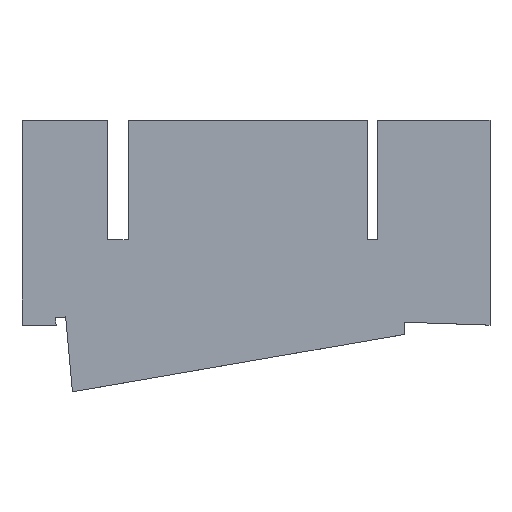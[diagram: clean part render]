
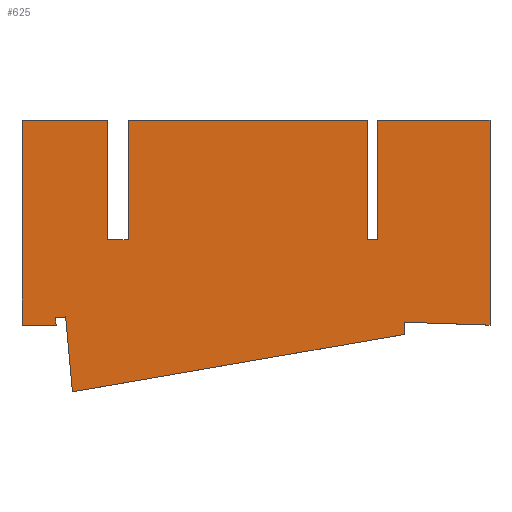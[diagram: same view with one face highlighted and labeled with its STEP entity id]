
A CAD part, top view. The second image highlights one B-rep face of the part: STEP entity #625.
In plain terms, the highlighted planar face has unit normal (0, 0, 1).
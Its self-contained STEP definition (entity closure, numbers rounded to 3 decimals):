
#36=CARTESIAN_POINT('Line Origine',(393.944,30.,3.)) ;
#40=CARTESIAN_POINT('Vertex',(393.944,0.,3.)) ;
#42=CARTESIAN_POINT('Vertex',(393.944,60.,3.)) ;
#76=CARTESIAN_POINT('Line Origine',(406.472,60.,3.)) ;
#80=CARTESIAN_POINT('Vertex',(419.,60.,3.)) ;
#107=CARTESIAN_POINT('Line Origine',(419.,42.5,3.)) ;
#111=CARTESIAN_POINT('Vertex',(419.,25.,3.)) ;
#138=CARTESIAN_POINT('Line Origine',(422.,25.,3.)) ;
#142=CARTESIAN_POINT('Vertex',(425.,25.,3.)) ;
#169=CARTESIAN_POINT('Line Origine',(425.,42.5,3.)) ;
#173=CARTESIAN_POINT('Vertex',(425.,60.,3.)) ;
#195=CARTESIAN_POINT('Line Origine',(460.,60.,3.)) ;
#199=CARTESIAN_POINT('Vertex',(495.,60.,3.)) ;
#226=CARTESIAN_POINT('Line Origine',(495.,42.5,3.)) ;
#230=CARTESIAN_POINT('Vertex',(495.,25.,3.)) ;
#252=CARTESIAN_POINT('Line Origine',(496.5,25.,3.)) ;
#256=CARTESIAN_POINT('Vertex',(498.,25.,3.)) ;
#283=CARTESIAN_POINT('Line Origine',(498.,42.5,3.)) ;
#287=CARTESIAN_POINT('Vertex',(498.,60.,3.)) ;
#309=CARTESIAN_POINT('Line Origine',(514.465,60.,3.)) ;
#313=CARTESIAN_POINT('Vertex',(530.93,60.,3.)) ;
#340=CARTESIAN_POINT('Line Origine',(530.93,30.,3.)) ;
#344=CARTESIAN_POINT('Vertex',(530.93,0.,3.)) ;
#371=CARTESIAN_POINT('Line Origine',(518.437,0.424,3.)) ;
#375=CARTESIAN_POINT('Vertex',(505.944,0.848,3.)) ;
#402=CARTESIAN_POINT('Line Origine',(505.884,-0.937,3.)) ;
#406=CARTESIAN_POINT('Vertex',(505.823,-2.723,3.)) ;
#433=CARTESIAN_POINT('Line Origine',(457.258,-11.127,3.)) ;
#437=CARTESIAN_POINT('Vertex',(408.693,-19.531,3.)) ;
#464=CARTESIAN_POINT('Line Origine',(407.718,-8.574,3.)) ;
#468=CARTESIAN_POINT('Vertex',(406.744,2.383,3.)) ;
#495=CARTESIAN_POINT('Line Origine',(405.25,2.25,3.)) ;
#499=CARTESIAN_POINT('Vertex',(403.756,2.117,3.)) ;
#526=CARTESIAN_POINT('Line Origine',(403.85,1.058,3.)) ;
#530=CARTESIAN_POINT('Vertex',(403.944,0.,3.)) ;
#557=CARTESIAN_POINT('Line Origine',(398.944,0.,3.)) ;
#600=CARTESIAN_POINT('Axis2P3D Location',(0.,0.,3.)) ;
#38=VECTOR('Line Direction',#37,1.) ;
#78=VECTOR('Line Direction',#77,1.) ;
#109=VECTOR('Line Direction',#108,1.) ;
#140=VECTOR('Line Direction',#139,1.) ;
#171=VECTOR('Line Direction',#170,1.) ;
#197=VECTOR('Line Direction',#196,1.) ;
#228=VECTOR('Line Direction',#227,1.) ;
#254=VECTOR('Line Direction',#253,1.) ;
#285=VECTOR('Line Direction',#284,1.) ;
#311=VECTOR('Line Direction',#310,1.) ;
#342=VECTOR('Line Direction',#341,1.) ;
#373=VECTOR('Line Direction',#372,1.) ;
#404=VECTOR('Line Direction',#403,1.) ;
#435=VECTOR('Line Direction',#434,1.) ;
#466=VECTOR('Line Direction',#465,1.) ;
#497=VECTOR('Line Direction',#496,1.) ;
#528=VECTOR('Line Direction',#527,1.) ;
#559=VECTOR('Line Direction',#558,1.) ;
#37=DIRECTION('Vector Direction',(0.,1.,0.)) ;
#77=DIRECTION('Vector Direction',(1.,0.,0.)) ;
#108=DIRECTION('Vector Direction',(0.,-1.,0.)) ;
#139=DIRECTION('Vector Direction',(1.,0.,0.)) ;
#170=DIRECTION('Vector Direction',(0.,1.,0.)) ;
#196=DIRECTION('Vector Direction',(1.,0.,0.)) ;
#227=DIRECTION('Vector Direction',(0.,-1.,0.)) ;
#253=DIRECTION('Vector Direction',(1.,0.,0.)) ;
#284=DIRECTION('Vector Direction',(0.,1.,0.)) ;
#310=DIRECTION('Vector Direction',(1.,0.,0.)) ;
#341=DIRECTION('Vector Direction',(0.,-1.,0.)) ;
#372=DIRECTION('Vector Direction',(-0.999,0.034,0.)) ;
#403=DIRECTION('Vector Direction',(-0.034,-0.999,0.)) ;
#434=DIRECTION('Vector Direction',(-0.985,-0.171,0.)) ;
#465=DIRECTION('Vector Direction',(-0.089,0.996,0.)) ;
#496=DIRECTION('Vector Direction',(-0.996,-0.089,0.)) ;
#527=DIRECTION('Vector Direction',(0.089,-0.996,0.)) ;
#558=DIRECTION('Vector Direction',(-1.,0.,0.)) ;
#601=DIRECTION('Axis2P3D Direction',(0.,0.,-1.)) ;
#602=DIRECTION('Axis2P3D XDirection',(1.,0.,0.)) ;
#603=AXIS2_PLACEMENT_3D('Plane Axis2P3D',#600,#601,#602) ;
#39=LINE('Line',#36,#38) ;
#79=LINE('Line',#76,#78) ;
#110=LINE('Line',#107,#109) ;
#141=LINE('Line',#138,#140) ;
#172=LINE('Line',#169,#171) ;
#198=LINE('Line',#195,#197) ;
#229=LINE('Line',#226,#228) ;
#255=LINE('Line',#252,#254) ;
#286=LINE('Line',#283,#285) ;
#312=LINE('Line',#309,#311) ;
#343=LINE('Line',#340,#342) ;
#374=LINE('Line',#371,#373) ;
#405=LINE('Line',#402,#404) ;
#436=LINE('Line',#433,#435) ;
#467=LINE('Line',#464,#466) ;
#498=LINE('Line',#495,#497) ;
#529=LINE('Line',#526,#528) ;
#560=LINE('Line',#557,#559) ;
#604=PLANE('',#603) ;
#44=EDGE_CURVE('',#41,#43,#39,.T.) ;
#82=EDGE_CURVE('',#43,#81,#79,.T.) ;
#113=EDGE_CURVE('',#81,#112,#110,.T.) ;
#144=EDGE_CURVE('',#112,#143,#141,.T.) ;
#175=EDGE_CURVE('',#143,#174,#172,.T.) ;
#201=EDGE_CURVE('',#174,#200,#198,.T.) ;
#232=EDGE_CURVE('',#200,#231,#229,.T.) ;
#258=EDGE_CURVE('',#231,#257,#255,.T.) ;
#289=EDGE_CURVE('',#257,#288,#286,.T.) ;
#315=EDGE_CURVE('',#288,#314,#312,.T.) ;
#346=EDGE_CURVE('',#314,#345,#343,.T.) ;
#377=EDGE_CURVE('',#345,#376,#374,.T.) ;
#408=EDGE_CURVE('',#376,#407,#405,.T.) ;
#439=EDGE_CURVE('',#407,#438,#436,.T.) ;
#470=EDGE_CURVE('',#438,#469,#467,.T.) ;
#501=EDGE_CURVE('',#469,#500,#498,.T.) ;
#532=EDGE_CURVE('',#500,#531,#529,.T.) ;
#561=EDGE_CURVE('',#531,#41,#560,.T.) ;
#606=ORIENTED_EDGE('',*,*,#561,.F.) ;
#607=ORIENTED_EDGE('',*,*,#532,.F.) ;
#608=ORIENTED_EDGE('',*,*,#501,.F.) ;
#609=ORIENTED_EDGE('',*,*,#470,.F.) ;
#610=ORIENTED_EDGE('',*,*,#439,.F.) ;
#611=ORIENTED_EDGE('',*,*,#408,.F.) ;
#612=ORIENTED_EDGE('',*,*,#377,.F.) ;
#613=ORIENTED_EDGE('',*,*,#346,.F.) ;
#614=ORIENTED_EDGE('',*,*,#315,.F.) ;
#615=ORIENTED_EDGE('',*,*,#289,.F.) ;
#616=ORIENTED_EDGE('',*,*,#258,.F.) ;
#617=ORIENTED_EDGE('',*,*,#232,.F.) ;
#618=ORIENTED_EDGE('',*,*,#201,.F.) ;
#619=ORIENTED_EDGE('',*,*,#175,.F.) ;
#620=ORIENTED_EDGE('',*,*,#144,.F.) ;
#621=ORIENTED_EDGE('',*,*,#113,.F.) ;
#622=ORIENTED_EDGE('',*,*,#82,.F.) ;
#623=ORIENTED_EDGE('',*,*,#44,.F.) ;
#605=EDGE_LOOP('',(#606,#607,#608,#609,#610,#611,#612,#613,#614,#615,#616,#617,#618,#619,#620,#621,#622,#623)) ;
#41=VERTEX_POINT('',#40) ;
#43=VERTEX_POINT('',#42) ;
#81=VERTEX_POINT('',#80) ;
#112=VERTEX_POINT('',#111) ;
#143=VERTEX_POINT('',#142) ;
#174=VERTEX_POINT('',#173) ;
#200=VERTEX_POINT('',#199) ;
#231=VERTEX_POINT('',#230) ;
#257=VERTEX_POINT('',#256) ;
#288=VERTEX_POINT('',#287) ;
#314=VERTEX_POINT('',#313) ;
#345=VERTEX_POINT('',#344) ;
#376=VERTEX_POINT('',#375) ;
#407=VERTEX_POINT('',#406) ;
#438=VERTEX_POINT('',#437) ;
#469=VERTEX_POINT('',#468) ;
#500=VERTEX_POINT('',#499) ;
#531=VERTEX_POINT('',#530) ;
#625=ADVANCED_FACE('PartBody',(#624),#604,.F.) ;
#624=FACE_OUTER_BOUND('',#605,.T.) ;
